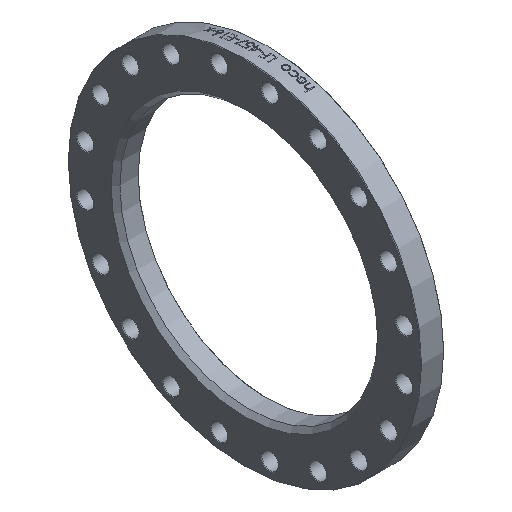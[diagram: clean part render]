
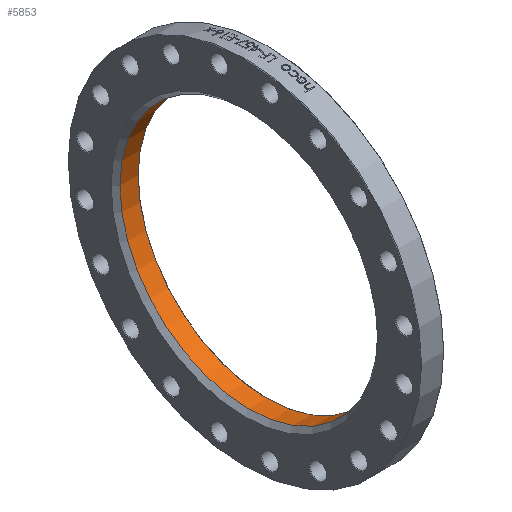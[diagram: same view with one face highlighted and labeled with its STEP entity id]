
A CAD part, isometric view. The second image highlights one B-rep face of the part: STEP entity #5853.
In plain terms, the highlighted cylindrical face has radius 233.5 mm (diameter 467 mm), a full revolution.
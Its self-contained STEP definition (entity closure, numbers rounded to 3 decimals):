
#177 = DIRECTION ( 'NONE',  ( -1., 0., 0. ) ) ;
#260 = DIRECTION ( 'NONE',  ( 0., 0., 1. ) ) ;
#585 = DIRECTION ( 'NONE',  ( 1., 0., 0. ) ) ;
#672 = DIRECTION ( 'NONE',  ( -1., 0., 0. ) ) ;
#699 = AXIS2_PLACEMENT_3D ( 'NONE', #1646, #177, #4366 ) ;
#894 = CIRCLE ( 'NONE', #699, 233.5 ) ;
#1062 = EDGE_CURVE ( 'NONE', #3979, #3979, #6010, .T. ) ;
#1134 = CYLINDRICAL_SURFACE ( 'NONE', #1422, 233.5 ) ;
#1422 = AXIS2_PLACEMENT_3D ( 'NONE', #3986, #672, #260 ) ;
#1646 = CARTESIAN_POINT ( 'NONE',  ( 8., 0., 0. ) ) ;
#1666 = EDGE_LOOP ( 'NONE', ( #1937 ) ) ;
#1937 = ORIENTED_EDGE ( 'NONE', *, *, #1062, .T. ) ;
#1966 = CARTESIAN_POINT ( 'NONE',  ( 41., 0., 0. ) ) ;
#2394 = ORIENTED_EDGE ( 'NONE', *, *, #2583, .T. ) ;
#2554 = AXIS2_PLACEMENT_3D ( 'NONE', #1966, #585, #3781 ) ;
#2583 = EDGE_CURVE ( 'NONE', #5059, #5059, #894, .T. ) ;
#2874 = EDGE_LOOP ( 'NONE', ( #2394 ) ) ;
#3219 = CARTESIAN_POINT ( 'NONE',  ( 8., 0., -233.5 ) ) ;
#3487 = FACE_OUTER_BOUND ( 'NONE', #2874, .T. ) ;
#3781 = DIRECTION ( 'NONE',  ( 0., 0., 1. ) ) ;
#3979 = VERTEX_POINT ( 'NONE', #5803 ) ;
#3986 = CARTESIAN_POINT ( 'NONE',  ( 0., 0., 0. ) ) ;
#4366 = DIRECTION ( 'NONE',  ( 0., 0., -1. ) ) ;
#5059 = VERTEX_POINT ( 'NONE', #3219 ) ;
#5374 = FACE_OUTER_BOUND ( 'NONE', #1666, .T. ) ;
#5803 = CARTESIAN_POINT ( 'NONE',  ( 41., 0., 233.5 ) ) ;
#5853 = ADVANCED_FACE ( 'NONE', ( #3487, #5374 ), #1134, .F. ) ;
#6010 = CIRCLE ( 'NONE', #2554, 233.5 ) ;
